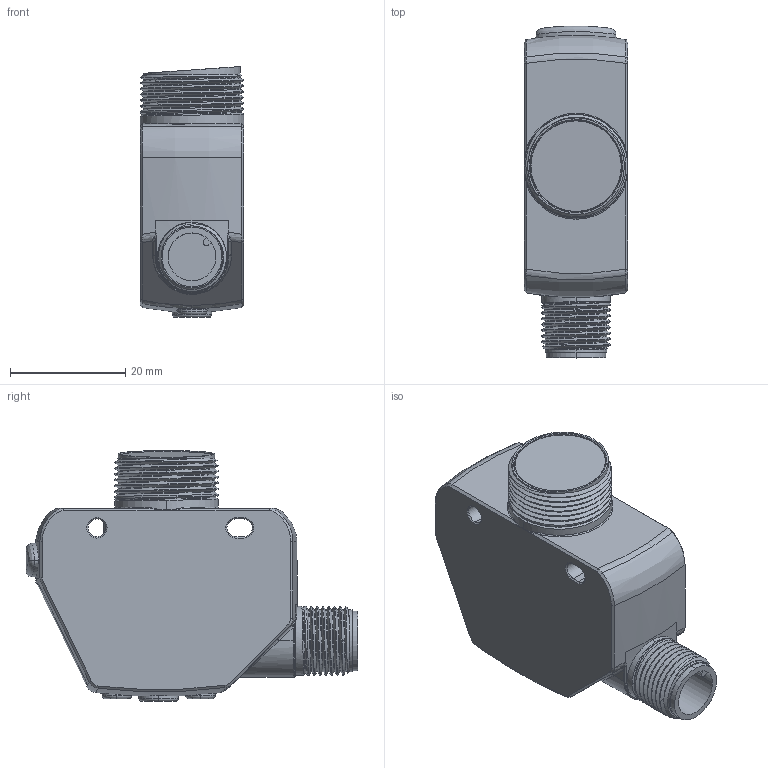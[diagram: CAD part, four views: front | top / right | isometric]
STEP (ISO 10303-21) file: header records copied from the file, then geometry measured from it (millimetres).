
FILE_DESCRIPTION((''),'2;1');
FILE_NAME('190856_SM01_ASM','2025-07-23T10:41:53',('banengservice'),('BANNER ENGINEERING'),'CREO PARAMETRIC BY PTC INC, 2022414','CREO PARAMETRIC BY PTC INC, 2022414','');
FILE_SCHEMA(('CONFIG_CONTROL_DESIGN'));
Length unit declared in the file: millimetre
Products named in the file (2): 190856_EP01; 190856_SM01_ASM
Assembly tree (1 placements, depth 2):
  190856_SM01_ASM
    190856_EP01
Bounding box: 18 x 57.53 x 43.5 mm (x, y, z)
Volume: 25514.6 mm3; surface area: 7702.1 mm2
Topology: 1 solids, 1 shells, 337 faces, 827 edges, 507 vertices
Faces by surface type: cylinder 109, bspline 91, plane 90, cone 31, torus 9, extrusion 4, sphere 3
Entity records: 25689 total; most frequent: CARTESIAN_POINT 18336, ORIENTED_EDGE 1650, DIRECTION 1283, EDGE_CURVE 825, VERTEX_POINT 507, AXIS2_PLACEMENT_3D 451, VECTOR 381, LINE 377
